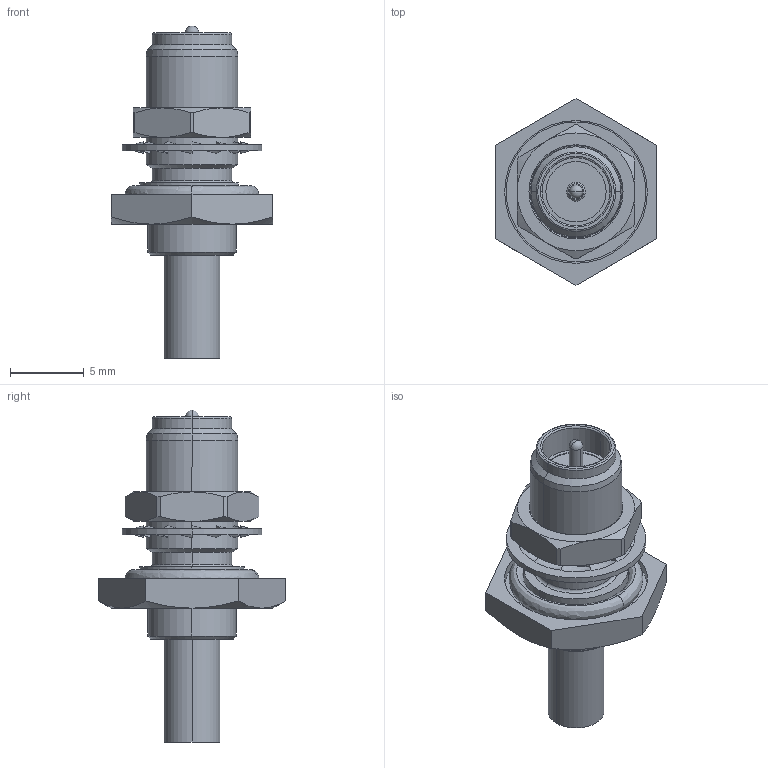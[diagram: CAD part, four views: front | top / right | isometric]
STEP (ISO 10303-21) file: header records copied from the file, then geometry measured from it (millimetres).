
FILE_DESCRIPTION (( 'STEP AP214' ), '1' );
FILE_NAME ('J01151R0011.STEP', '2015-12-03T08:28:43', ( '' ), ( '' ), 'SwSTEP 2.0', 'SolidWorks 2015', '' );
FILE_SCHEMA (( 'AUTOMOTIVE_DESIGN' ));
Length unit declared in the file: millimetre
Products named in the file (1): J01151R0011
Bounding box: 11 x 12.7 x 22.57 mm (x, y, z)
Volume: 675.7 mm3; surface area: 1027.3 mm2
Topology: 3 solids, 3 shells, 177 faces, 420 edges, 259 vertices
Faces by surface type: plane 55, bspline 40, cylinder 38, cone 36, torus 6, sphere 2
Entity records: 7633 total; most frequent: CARTESIAN_POINT 1775, ORIENTED_EDGE 836, DIRECTION 738, EDGE_CURVE 418, AXIS2_PLACEMENT_3D 270, VERTEX_POINT 259, VECTOR 198, LINE 198
